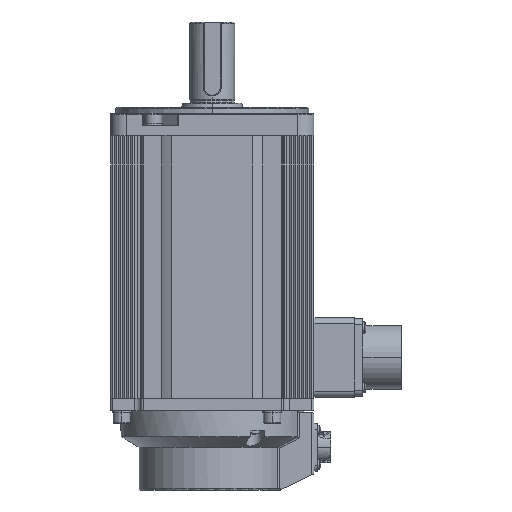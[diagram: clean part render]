
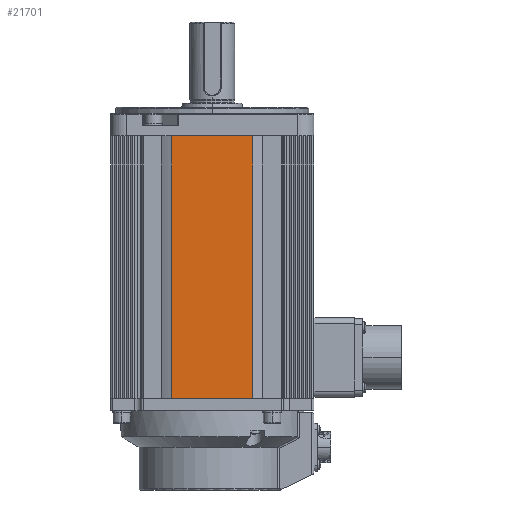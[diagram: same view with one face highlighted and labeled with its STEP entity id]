
A CAD part, left-side view. The second image highlights one B-rep face of the part: STEP entity #21701.
In plain terms, the highlighted planar face has unit normal (-1, 0, 0).
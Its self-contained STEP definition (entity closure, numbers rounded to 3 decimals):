
#661 = DIRECTION ( 'NONE',  ( -1., 0., 0. ) ) ;
#5997 = LINE ( 'NONE', #80709, #24864 ) ;
#10519 = CARTESIAN_POINT ( 'NONE',  ( -50., -20., -50. ) ) ;
#10562 = EDGE_CURVE ( 'NONE', #50952, #15942, #5997, .T. ) ;
#12088 = DIRECTION ( 'NONE',  ( 0., -1., 0. ) ) ;
#13235 = LINE ( 'NONE', #58424, #50991 ) ;
#15609 = VERTEX_POINT ( 'NONE', #16300 ) ;
#15942 = VERTEX_POINT ( 'NONE', #49732 ) ;
#16300 = CARTESIAN_POINT ( 'NONE',  ( -50., -20., 79. ) ) ;
#17984 = ORIENTED_EDGE ( 'NONE', *, *, #70387, .F. ) ;
#19212 = CARTESIAN_POINT ( 'NONE',  ( -50., -50., -50. ) ) ;
#21448 = PLANE ( 'NONE',  #44119 ) ;
#21701 = ADVANCED_FACE ( 'NONE', ( #84858 ), #21448, .T. ) ;
#24864 = VECTOR ( 'NONE', #87794, 1000. ) ;
#29940 = LINE ( 'NONE', #76061, #65462 ) ;
#43153 = CARTESIAN_POINT ( 'NONE',  ( -50., -50., -50. ) ) ;
#43963 = EDGE_CURVE ( 'NONE', #50952, #15609, #29940, .T. ) ;
#44119 = AXIS2_PLACEMENT_3D ( 'NONE', #43153, #661, #50298 ) ;
#49732 = CARTESIAN_POINT ( 'NONE',  ( -50., 20., -50. ) ) ;
#50298 = DIRECTION ( 'NONE',  ( 0., 0., 1. ) ) ;
#50554 = VECTOR ( 'NONE', #12088, 1000. ) ;
#50952 = VERTEX_POINT ( 'NONE', #83287 ) ;
#50991 = VECTOR ( 'NONE', #65542, 1000. ) ;
#53339 = ORIENTED_EDGE ( 'NONE', *, *, #10562, .T. ) ;
#53815 = EDGE_LOOP ( 'NONE', ( #17984, #90858, #53339, #83222 ) ) ;
#58424 = CARTESIAN_POINT ( 'NONE',  ( -50., -20., -50. ) ) ;
#61856 = EDGE_CURVE ( 'NONE', #15942, #70248, #90458, .T. ) ;
#65462 = VECTOR ( 'NONE', #83153, 1000. ) ;
#65542 = DIRECTION ( 'NONE',  ( 0., 0., -1. ) ) ;
#70248 = VERTEX_POINT ( 'NONE', #10519 ) ;
#70387 = EDGE_CURVE ( 'NONE', #15609, #70248, #13235, .T. ) ;
#76061 = CARTESIAN_POINT ( 'NONE',  ( -50., 0., 79. ) ) ;
#80709 = CARTESIAN_POINT ( 'NONE',  ( -50., 20., -50. ) ) ;
#83153 = DIRECTION ( 'NONE',  ( 0., -1., 0. ) ) ;
#83222 = ORIENTED_EDGE ( 'NONE', *, *, #61856, .T. ) ;
#83287 = CARTESIAN_POINT ( 'NONE',  ( -50., 20., 79. ) ) ;
#84858 = FACE_OUTER_BOUND ( 'NONE', #53815, .T. ) ;
#87794 = DIRECTION ( 'NONE',  ( 0., 0., -1. ) ) ;
#90458 = LINE ( 'NONE', #19212, #50554 ) ;
#90858 = ORIENTED_EDGE ( 'NONE', *, *, #43963, .F. ) ;
